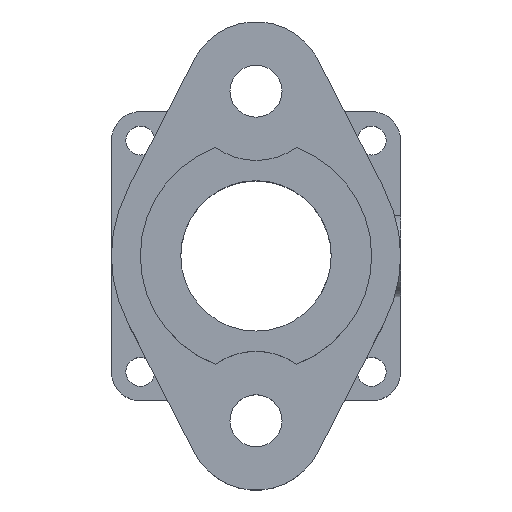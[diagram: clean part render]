
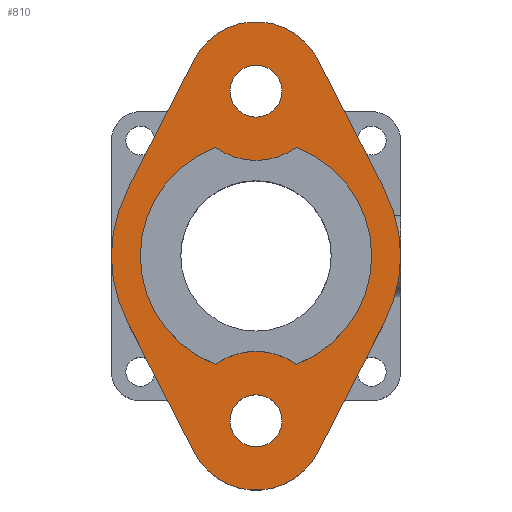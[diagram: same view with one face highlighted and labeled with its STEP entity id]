
A CAD part, top view. The second image highlights one B-rep face of the part: STEP entity #810.
In plain terms, the highlighted planar face has unit normal (0, 0, 1).
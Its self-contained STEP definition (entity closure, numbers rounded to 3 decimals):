
#17=PLANE('',#876);
#50=LINE('',#1339,#107);
#51=LINE('',#1343,#108);
#52=LINE('',#1347,#109);
#53=LINE('',#1350,#110);
#107=VECTOR('',#1034,25.362);
#108=VECTOR('',#1037,25.362);
#109=VECTOR('',#1040,25.362);
#110=VECTOR('',#1043,25.362);
#154=FACE_BOUND('',#286,.T.);
#155=FACE_BOUND('',#287,.T.);
#156=FACE_BOUND('',#288,.T.);
#157=FACE_BOUND('',#289,.T.);
#191=CIRCLE('',#866,12.);
#193=CIRCLE('',#869,12.);
#197=CIRCLE('',#875,20.);
#198=CIRCLE('',#877,20.);
#199=CIRCLE('',#878,4.5);
#200=CIRCLE('',#879,4.5);
#201=CIRCLE('',#880,12.);
#202=CIRCLE('',#881,25.);
#203=CIRCLE('',#882,12.);
#204=CIRCLE('',#883,25.);
#286=EDGE_LOOP('',(#586,#587,#588,#589));
#287=EDGE_LOOP('',(#590));
#288=EDGE_LOOP('',(#591));
#289=EDGE_LOOP('',(#592,#593,#594,#595,#596,#597,#598,#599));
#365=VERTEX_POINT('',#1307);
#367=VERTEX_POINT('',#1310);
#369=VERTEX_POINT('',#1316);
#371=VERTEX_POINT('',#1319);
#373=VERTEX_POINT('',#1331);
#374=VERTEX_POINT('',#1333);
#375=VERTEX_POINT('',#1335);
#376=VERTEX_POINT('',#1336);
#377=VERTEX_POINT('',#1338);
#378=VERTEX_POINT('',#1340);
#379=VERTEX_POINT('',#1342);
#380=VERTEX_POINT('',#1344);
#381=VERTEX_POINT('',#1346);
#382=VERTEX_POINT('',#1348);
#450=EDGE_CURVE('',#365,#367,#191,.T.);
#454=EDGE_CURVE('',#369,#371,#193,.T.);
#459=EDGE_CURVE('',#367,#369,#197,.T.);
#460=EDGE_CURVE('',#371,#365,#198,.T.);
#461=EDGE_CURVE('',#373,#373,#199,.T.);
#462=EDGE_CURVE('',#374,#374,#200,.T.);
#463=EDGE_CURVE('',#375,#376,#201,.T.);
#464=EDGE_CURVE('',#377,#375,#50,.T.);
#465=EDGE_CURVE('',#378,#377,#202,.T.);
#466=EDGE_CURVE('',#379,#378,#51,.T.);
#467=EDGE_CURVE('',#380,#379,#203,.T.);
#468=EDGE_CURVE('',#381,#380,#52,.T.);
#469=EDGE_CURVE('',#382,#381,#204,.T.);
#470=EDGE_CURVE('',#376,#382,#53,.T.);
#586=ORIENTED_EDGE('',*,*,#460,.F.);
#587=ORIENTED_EDGE('',*,*,#454,.F.);
#588=ORIENTED_EDGE('',*,*,#459,.F.);
#589=ORIENTED_EDGE('',*,*,#450,.F.);
#590=ORIENTED_EDGE('',*,*,#461,.T.);
#591=ORIENTED_EDGE('',*,*,#462,.T.);
#592=ORIENTED_EDGE('',*,*,#463,.F.);
#593=ORIENTED_EDGE('',*,*,#464,.F.);
#594=ORIENTED_EDGE('',*,*,#465,.F.);
#595=ORIENTED_EDGE('',*,*,#466,.F.);
#596=ORIENTED_EDGE('',*,*,#467,.F.);
#597=ORIENTED_EDGE('',*,*,#468,.F.);
#598=ORIENTED_EDGE('',*,*,#469,.F.);
#599=ORIENTED_EDGE('',*,*,#470,.F.);
#810=ADVANCED_FACE('',(#154,#155,#156,#157),#17,.T.);
#866=AXIS2_PLACEMENT_3D('',#1311,#1001,#1002);
#869=AXIS2_PLACEMENT_3D('',#1320,#1009,#1010);
#875=AXIS2_PLACEMENT_3D('',#1328,#1022,#1023);
#876=AXIS2_PLACEMENT_3D('',#1329,#1024,#1025);
#877=AXIS2_PLACEMENT_3D('',#1330,#1026,#1027);
#878=AXIS2_PLACEMENT_3D('',#1332,#1028,#1029);
#879=AXIS2_PLACEMENT_3D('',#1334,#1030,#1031);
#880=AXIS2_PLACEMENT_3D('',#1337,#1032,#1033);
#881=AXIS2_PLACEMENT_3D('',#1341,#1035,#1036);
#882=AXIS2_PLACEMENT_3D('',#1345,#1038,#1039);
#883=AXIS2_PLACEMENT_3D('',#1349,#1041,#1042);
#1001=DIRECTION('center_axis',(0.,0.,
-1.));
#1002=DIRECTION('ref_axis',(-1.,0.,0.));
#1009=DIRECTION('center_axis',(0.,0.,
-1.));
#1010=DIRECTION('ref_axis',(-1.,0.,0.));
#1022=DIRECTION('center_axis',(0.,0.,
1.));
#1023=DIRECTION('ref_axis',(-1.,0.,0.));
#1024=DIRECTION('center_axis',(0.,0.,
1.));
#1025=DIRECTION('ref_axis',(1.,0.,0.));
#1026=DIRECTION('center_axis',(0.,0.,
1.));
#1027=DIRECTION('ref_axis',(-1.,0.,0.));
#1028=DIRECTION('center_axis',(0.,0.,
-1.));
#1029=DIRECTION('ref_axis',(-1.,0.,0.));
#1030=DIRECTION('center_axis',(0.,0.,
-1.));
#1031=DIRECTION('ref_axis',(-1.,0.,0.));
#1032=DIRECTION('center_axis',(0.,0.,-1.));
#1033=DIRECTION('ref_axis',(0.89,0.456,0.));
#1034=DIRECTION('',(-0.456,-0.89,0.));
#1035=DIRECTION('center_axis',(0.,0.,-1.));
#1036=DIRECTION('ref_axis',(-0.89,0.456,0.));
#1037=DIRECTION('',(0.456,-0.89,0.));
#1038=DIRECTION('center_axis',(0.,0.,-1.));
#1039=DIRECTION('ref_axis',(-0.89,-0.456,0.));
#1040=DIRECTION('',(0.456,0.89,0.));
#1041=DIRECTION('center_axis',(0.,0.,-1.));
#1042=DIRECTION('ref_axis',(0.89,-0.456,0.));
#1043=DIRECTION('',(-0.456,0.89,0.));
#1307=CARTESIAN_POINT('',(-6.983,-18.741,35.));
#1310=CARTESIAN_POINT('',(6.983,-18.741,35.));
#1311=CARTESIAN_POINT('Origin',(0.,-28.5,35.));
#1316=CARTESIAN_POINT('',(6.983,18.741,35.));
#1319=CARTESIAN_POINT('',(-6.983,18.741,35.));
#1320=CARTESIAN_POINT('Origin',(0.,28.5,35.));
#1328=CARTESIAN_POINT('Origin',(0.,0.,35.));
#1329=CARTESIAN_POINT('Origin',(0.,0.,35.));
#1330=CARTESIAN_POINT('Origin',(0.,0.,35.));
#1331=CARTESIAN_POINT('',(4.5,-28.5,35.));
#1332=CARTESIAN_POINT('Origin',(0.,-28.5,35.));
#1333=CARTESIAN_POINT('',(4.5,28.5,35.));
#1334=CARTESIAN_POINT('Origin',(0.,28.5,35.));
#1335=CARTESIAN_POINT('',(10.679,-33.974,35.));
#1336=CARTESIAN_POINT('',(-10.679,-33.974,35.));
#1337=CARTESIAN_POINT('Origin',(0.,-28.5,35.));
#1338=CARTESIAN_POINT('',(22.248,-11.404,35.));
#1339=CARTESIAN_POINT('',(22.248,-11.404,35.));
#1340=CARTESIAN_POINT('',(22.248,11.404,35.));
#1341=CARTESIAN_POINT('Origin',(0.,0.,35.));
#1342=CARTESIAN_POINT('',(10.679,33.974,35.));
#1343=CARTESIAN_POINT('',(10.679,33.974,35.));
#1344=CARTESIAN_POINT('',(-10.679,33.974,35.));
#1345=CARTESIAN_POINT('Origin',(0.,28.5,35.));
#1346=CARTESIAN_POINT('',(-22.248,11.404,35.));
#1347=CARTESIAN_POINT('',(-22.248,11.404,35.));
#1348=CARTESIAN_POINT('',(-22.248,-11.404,35.));
#1349=CARTESIAN_POINT('Origin',(0.,0.,35.));
#1350=CARTESIAN_POINT('',(-10.679,-33.974,35.));
